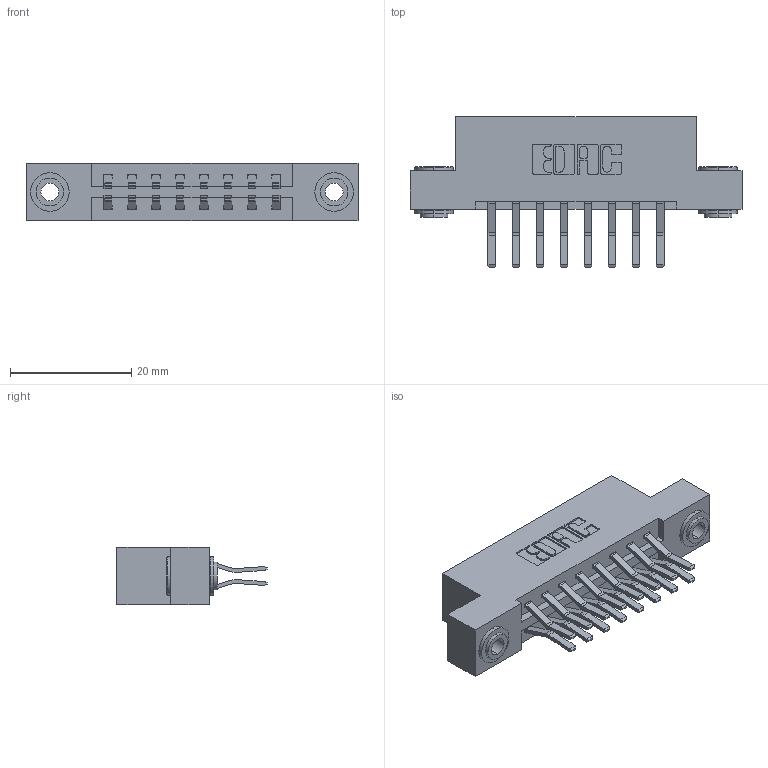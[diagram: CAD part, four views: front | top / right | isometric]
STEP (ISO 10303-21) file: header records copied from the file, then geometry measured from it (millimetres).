
FILE_DESCRIPTION (( 'STEP AP203' ), '1' );
FILE_NAME ('387-016-560-203.STEP', '2018-09-12T02:40:00', ( '' ), ( '' ), 'SwSTEP 2.0', 'SolidWorks 2016', '' );
FILE_SCHEMA (( 'CONFIG_CONTROL_DESIGN' ));
Length unit declared in the file: inch
Products named in the file (4): 387-016-560-203; 337 Part_Flush Mounting Lugs - 0.156 Dia-TH; 345-292-001_560 Tail; 345-250-002_345-250-002-102
Assembly tree (19 placements, depth 2):
  387-016-560-203
    337 Part_Flush Mounting Lugs - 0.156 Dia-TH
    345-292-001_560 Tail  x16
    345-250-002_345-250-002-102  x2
Bounding box: 54.71 x 24.78 x 9.4 mm (x, y, z)
Volume: 5437.6 mm3; surface area: 6344.9 mm2
Topology: 19 solids, 19 shells, 1048 faces, 3059 edges, 2014 vertices
Faces by surface type: plane 688, cylinder 352, cone 8
Entity records: 11338 total; most frequent: CARTESIAN_POINT 1913, ORIENTED_EDGE 1842, DIRECTION 1727, EDGE_CURVE 921, LINE 765, VECTOR 765, VERTEX_POINT 610, AXIS2_PLACEMENT_3D 481
